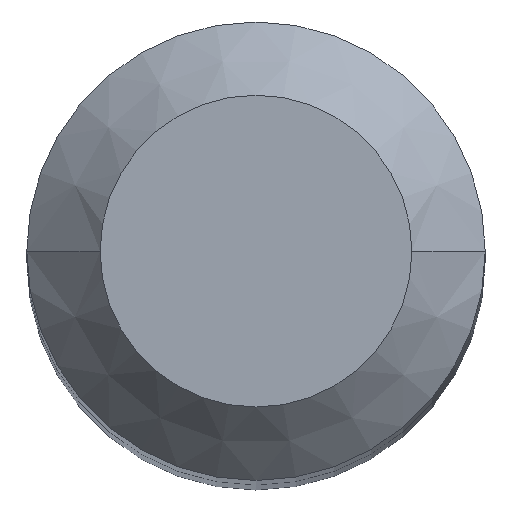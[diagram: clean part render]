
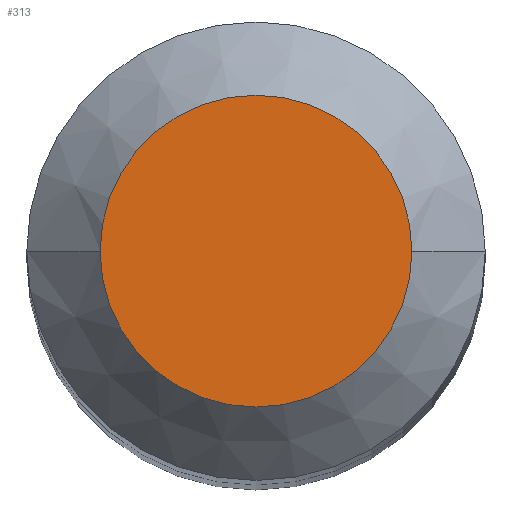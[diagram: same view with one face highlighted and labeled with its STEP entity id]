
A CAD part, top view. The second image highlights one B-rep face of the part: STEP entity #313.
In plain terms, the highlighted planar face has unit normal (0, 0, 1).
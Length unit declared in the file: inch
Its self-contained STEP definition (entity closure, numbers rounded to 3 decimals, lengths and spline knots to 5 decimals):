
#9 = CARTESIAN_POINT ( 'NONE',  ( -0.0425, 0., 0. ) ) ;
#30 = VERTEX_POINT ( 'NONE', #311 ) ;
#62 = EDGE_CURVE ( 'NONE', #30, #89, #312, .T. ) ;
#63 = CARTESIAN_POINT ( 'NONE',  ( 0., 0., 0. ) ) ;
#80 = AXIS2_PLACEMENT_3D ( 'NONE', #85, #122, #291 ) ;
#85 = CARTESIAN_POINT ( 'NONE',  ( 0., 0.0425, 0. ) ) ;
#89 = VERTEX_POINT ( 'NONE', #9 ) ;
#93 = FACE_OUTER_BOUND ( 'NONE', #127, .T. ) ;
#101 = AXIS2_PLACEMENT_3D ( 'NONE', #360, #236, #191 ) ;
#122 = DIRECTION ( 'NONE',  ( 0., 0., -1. ) ) ;
#127 = EDGE_LOOP ( 'NONE', ( #302, #136 ) ) ;
#136 = ORIENTED_EDGE ( 'NONE', *, *, #62, .T. ) ;
#168 = CIRCLE ( 'NONE', #249, 0.0425 ) ;
#191 = DIRECTION ( 'NONE',  ( 1., 0., 0. ) ) ;
#231 = PLANE ( 'NONE',  #80 ) ;
#234 = DIRECTION ( 'NONE',  ( 1., 0., 0. ) ) ;
#236 = DIRECTION ( 'NONE',  ( 0., 0., 1. ) ) ;
#249 = AXIS2_PLACEMENT_3D ( 'NONE', #63, #288, #234 ) ;
#288 = DIRECTION ( 'NONE',  ( 0., 0., 1. ) ) ;
#291 = DIRECTION ( 'NONE',  ( -1., 0., 0. ) ) ;
#302 = ORIENTED_EDGE ( 'NONE', *, *, #343, .T. ) ;
#311 = CARTESIAN_POINT ( 'NONE',  ( 0.0425, 0., 0. ) ) ;
#312 = CIRCLE ( 'NONE', #101, 0.0425 ) ;
#313 = ADVANCED_FACE ( 'NONE', ( #93 ), #231, .F. ) ;
#343 = EDGE_CURVE ( 'NONE', #89, #30, #168, .T. ) ;
#360 = CARTESIAN_POINT ( 'NONE',  ( 0., 0., 0. ) ) ;
